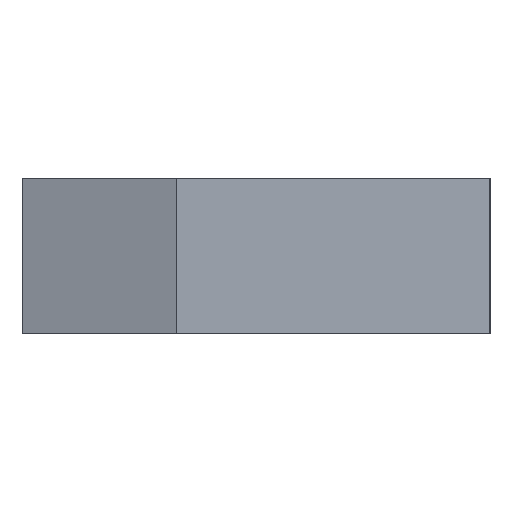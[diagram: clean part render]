
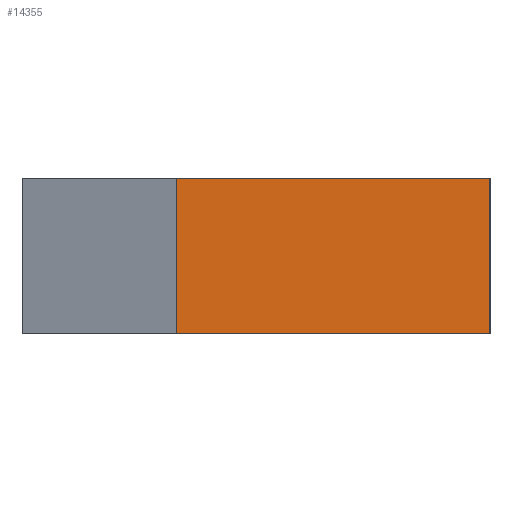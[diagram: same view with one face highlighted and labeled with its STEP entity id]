
A CAD part, left-side view. The second image highlights one B-rep face of the part: STEP entity #14355.
In plain terms, the highlighted planar face has unit normal (-1, 0, 0).
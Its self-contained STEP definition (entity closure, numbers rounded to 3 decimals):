
#62 = EDGE_LOOP ( 'NONE', ( #12565, #2399, #15215, #128 ) ) ;
#128 = ORIENTED_EDGE ( 'NONE', *, *, #1217, .T. ) ;
#840 = VERTEX_POINT ( 'NONE', #8282 ) ;
#913 = DIRECTION ( 'NONE',  ( 0., 1., 0. ) ) ;
#1208 = VECTOR ( 'NONE', #8189, 1000. ) ;
#1217 = EDGE_CURVE ( 'NONE', #13500, #8797, #11560, .T. ) ;
#1436 = VECTOR ( 'NONE', #10292, 1000. ) ;
#2016 = DIRECTION ( 'NONE',  ( 1., 0., 0. ) ) ;
#2075 = EDGE_CURVE ( 'NONE', #14677, #8797, #14611, .T. ) ;
#2399 = ORIENTED_EDGE ( 'NONE', *, *, #9250, .T. ) ;
#3447 = PLANE ( 'NONE',  #15376 ) ;
#4128 = LINE ( 'NONE', #11901, #1208 ) ;
#4302 = EDGE_CURVE ( 'NONE', #13500, #840, #8026, .T. ) ;
#5433 = DIRECTION ( 'NONE',  ( 0., 0., -1. ) ) ;
#7897 = VECTOR ( 'NONE', #8195, 1000. ) ;
#8026 = LINE ( 'NONE', #13172, #7897 ) ;
#8189 = DIRECTION ( 'NONE',  ( 0., 1., 0. ) ) ;
#8195 = DIRECTION ( 'NONE',  ( 0., 0., 1. ) ) ;
#8253 = CARTESIAN_POINT ( 'NONE',  ( -502.5, -15., 10. ) ) ;
#8282 = CARTESIAN_POINT ( 'NONE',  ( -502.5, 5.086, 10. ) ) ;
#8527 = CARTESIAN_POINT ( 'NONE',  ( -502.5, -15., 8. ) ) ;
#8797 = VERTEX_POINT ( 'NONE', #13259 ) ;
#8829 = VECTOR ( 'NONE', #5433, 1000. ) ;
#9250 = EDGE_CURVE ( 'NONE', #14677, #840, #4128, .T. ) ;
#9789 = FACE_OUTER_BOUND ( 'NONE', #62, .T. ) ;
#10292 = DIRECTION ( 'NONE',  ( 0., -1., 0. ) ) ;
#11560 = LINE ( 'NONE', #16703, #1436 ) ;
#11847 = CARTESIAN_POINT ( 'NONE',  ( -502.5, -15., 8. ) ) ;
#11901 = CARTESIAN_POINT ( 'NONE',  ( -502.5, -15., 10. ) ) ;
#12565 = ORIENTED_EDGE ( 'NONE', *, *, #2075, .F. ) ;
#13172 = CARTESIAN_POINT ( 'NONE',  ( -502.5, 5.086, -2. ) ) ;
#13259 = CARTESIAN_POINT ( 'NONE',  ( -502.5, -15., 0. ) ) ;
#13500 = VERTEX_POINT ( 'NONE', #16328 ) ;
#14355 = ADVANCED_FACE ( 'NONE', ( #9789 ), #3447, .F. ) ;
#14611 = LINE ( 'NONE', #11847, #8829 ) ;
#14677 = VERTEX_POINT ( 'NONE', #8253 ) ;
#15215 = ORIENTED_EDGE ( 'NONE', *, *, #4302, .F. ) ;
#15376 = AXIS2_PLACEMENT_3D ( 'NONE', #8527, #2016, #913 ) ;
#16328 = CARTESIAN_POINT ( 'NONE',  ( -502.5, 5.086, 0. ) ) ;
#16703 = CARTESIAN_POINT ( 'NONE',  ( -502.5, -15., 0. ) ) ;
